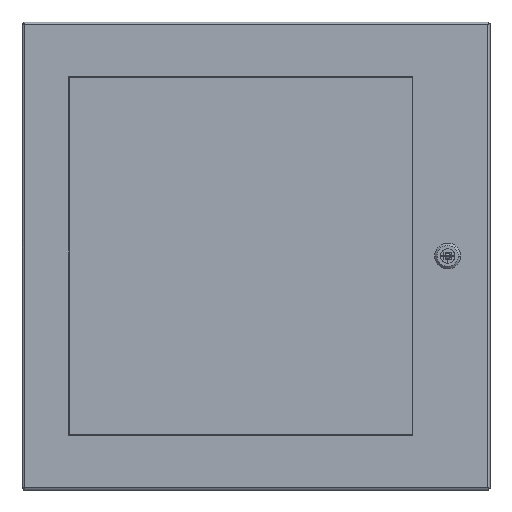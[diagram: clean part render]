
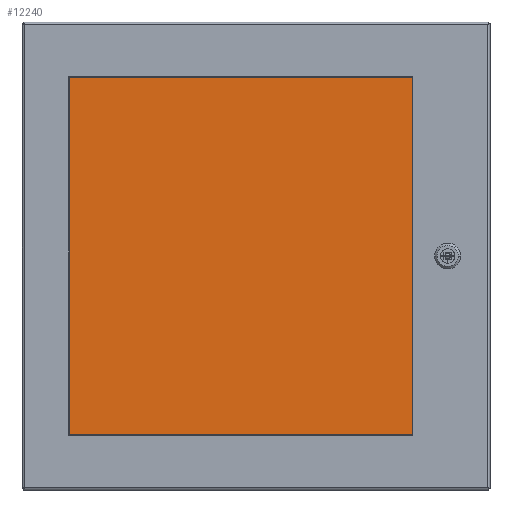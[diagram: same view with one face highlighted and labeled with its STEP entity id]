
A CAD part, front view. The second image highlights one B-rep face of the part: STEP entity #12240.
In plain terms, the highlighted planar face has unit normal (0, -1, 0).
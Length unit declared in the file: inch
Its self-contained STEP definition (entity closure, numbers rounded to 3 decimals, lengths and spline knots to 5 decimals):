
#476 = VECTOR ( 'NONE', #22486, 39.37008 ) ;
#910 = DIRECTION ( 'NONE',  ( 0., 0., -1. ) ) ;
#2579 = ORIENTED_EDGE ( 'NONE', *, *, #35133, .F. ) ;
#4171 = VERTEX_POINT ( 'NONE', #28080 ) ;
#4313 = FACE_OUTER_BOUND ( 'NONE', #28594, .T. ) ;
#4689 = VECTOR ( 'NONE', #19035, 39.37008 ) ;
#4849 = VECTOR ( 'NONE', #34602, 39.37008 ) ;
#5204 = VECTOR ( 'NONE', #910, 39.37008 ) ;
#5275 = ORIENTED_EDGE ( 'NONE', *, *, #24397, .F. ) ;
#7240 = CARTESIAN_POINT ( 'NONE',  ( -7.986, -6.765, 7.6465 ) ) ;
#8062 = VERTEX_POINT ( 'NONE', #32091 ) ;
#9323 = LINE ( 'NONE', #21135, #5204 ) ;
#9853 = DIRECTION ( 'NONE',  ( 0., -1., 0. ) ) ;
#10252 = DIRECTION ( 'NONE',  ( -1., 0., 0. ) ) ;
#10439 = ORIENTED_EDGE ( 'NONE', *, *, #37558, .F. ) ;
#10975 = LINE ( 'NONE', #20123, #4849 ) ;
#12240 = ADVANCED_FACE ( 'NONE', ( #4313 ), #24710, .T. ) ;
#13158 = CARTESIAN_POINT ( 'NONE',  ( 6.683, -6.765, 7.6465 ) ) ;
#15461 = VERTEX_POINT ( 'NONE', #29506 ) ;
#18196 = ORIENTED_EDGE ( 'NONE', *, *, #36499, .F. ) ;
#19035 = DIRECTION ( 'NONE',  ( 0., 0., 1. ) ) ;
#20123 = CARTESIAN_POINT ( 'NONE',  ( -7.986, -6.765, -7.6475 ) ) ;
#21135 = CARTESIAN_POINT ( 'NONE',  ( 6.683, -6.765, -7.6475 ) ) ;
#22486 = DIRECTION ( 'NONE',  ( 1., 0., 0. ) ) ;
#24397 = EDGE_CURVE ( 'NONE', #8062, #15461, #10975, .T. ) ;
#24710 = PLANE ( 'NONE',  #25544 ) ;
#25517 = LINE ( 'NONE', #13158, #476 ) ;
#25544 = AXIS2_PLACEMENT_3D ( 'NONE', #36334, #9853, #10252 ) ;
#27875 = VERTEX_POINT ( 'NONE', #34471 ) ;
#28080 = CARTESIAN_POINT ( 'NONE',  ( 6.683, -6.765, 7.6465 ) ) ;
#28594 = EDGE_LOOP ( 'NONE', ( #2579, #10439, #18196, #5275 ) ) ;
#29506 = CARTESIAN_POINT ( 'NONE',  ( -7.986, -6.765, -7.6475 ) ) ;
#32091 = CARTESIAN_POINT ( 'NONE',  ( 6.683, -6.765, -7.6475 ) ) ;
#33893 = LINE ( 'NONE', #7240, #4689 ) ;
#34471 = CARTESIAN_POINT ( 'NONE',  ( -7.986, -6.765, 7.6465 ) ) ;
#34602 = DIRECTION ( 'NONE',  ( -1., 0., 0. ) ) ;
#35133 = EDGE_CURVE ( 'NONE', #4171, #8062, #9323, .T. ) ;
#36334 = CARTESIAN_POINT ( 'NONE',  ( 7.0675, -6.765, 8.031 ) ) ;
#36499 = EDGE_CURVE ( 'NONE', #15461, #27875, #33893, .T. ) ;
#37558 = EDGE_CURVE ( 'NONE', #27875, #4171, #25517, .T. ) ;
